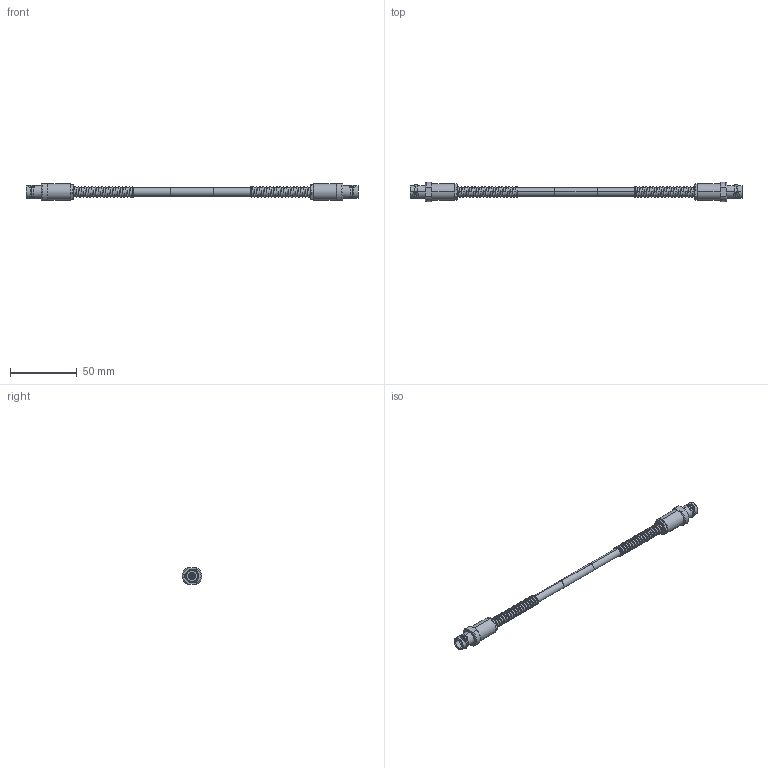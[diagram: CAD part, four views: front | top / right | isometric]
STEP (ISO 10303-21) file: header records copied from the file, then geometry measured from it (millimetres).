
FILE_DESCRIPTION (( 'STEP AP214' ), '1' );
FILE_NAME ('FM3MSA00593_3D.step', '2023-08-21T22:24:49', ( '' ), ( '' ), 'SwSTEP 2.0', 'SolidWorks 2022', '' );
FILE_SCHEMA (( 'AUTOMOTIVE_DESIGN' ));
Length unit declared in the file: inch
Products named in the file (7): FM3MSA00593_3D; Copy of 10-06575-XXX-MA2(S)^Copy of 10-06575-XXX(S)_FM3MSA00593_LARGE S.R.; Copy of 10-06575-XXX(S)^FM3MSA00593_LARGE S.R.; Copy of 1AW01-003^FM3MSA00593_.25" x .75" long; Copy of 10-06575-XXX-MA1^Copy of 10-06575-XXX(S)_FM3MSA00593; Copy of TWCH-78-2^FM3MSA00593_7"; Copy of 10-06575-XXX-MA3^Copy of 10-06575-XXX(S)_FM3MSA00593
Assembly tree (7 placements, depth 3):
  FM3MSA00593_3D
    Copy of TWCH-78-2^FM3MSA00593_7"
    Copy of 10-06575-XXX(S)^FM3MSA00593_LARGE S.R.  x2
      Copy of 10-06575-XXX-MA1^Copy of 10-06575-XXX(S)_FM3MSA00593
      Copy of 10-06575-XXX-MA2(S)^Copy of 10-06575-XXX(S)_FM3MSA00593_LARGE S.R.
      Copy of 10-06575-XXX-MA3^Copy of 10-06575-XXX(S)_FM3MSA00593
    Copy of 1AW01-003^FM3MSA00593_.25" x .75" long
Bounding box: 248.16 x 14.45 x 12.7 mm (x, y, z)
Volume: 12904.4 mm3; surface area: 12818.5 mm2
Topology: 8 solids, 8 shells, 296 faces, 690 edges, 436 vertices
Faces by surface type: cylinder 98, plane 86, cone 84, torus 20, bspline 8
Entity records: 16326 total; most frequent: CARTESIAN_POINT 12410, DIRECTION 738, ORIENTED_EDGE 698, EDGE_CURVE 349, AXIS2_PLACEMENT_3D 314, VERTEX_POINT 222, EDGE_LOOP 171, CIRCLE 155
